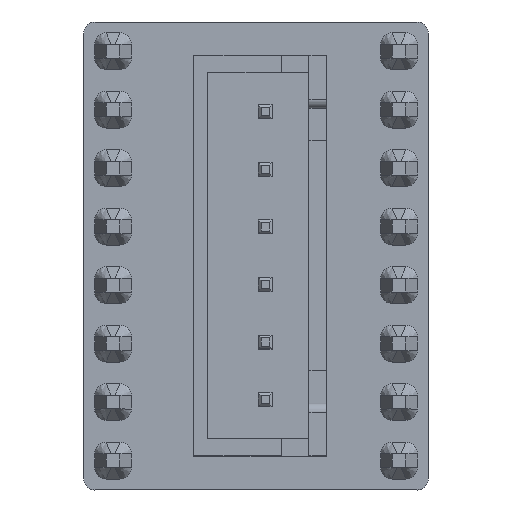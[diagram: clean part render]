
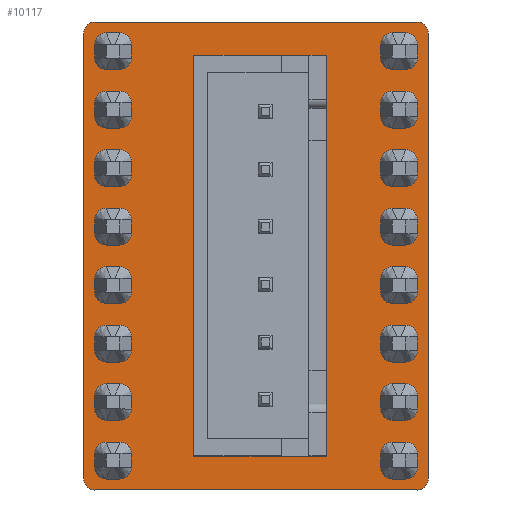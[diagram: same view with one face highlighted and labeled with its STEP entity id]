
A CAD part, top view. The second image highlights one B-rep face of the part: STEP entity #10117.
In plain terms, the highlighted planar face has unit normal (0, 0, 1).
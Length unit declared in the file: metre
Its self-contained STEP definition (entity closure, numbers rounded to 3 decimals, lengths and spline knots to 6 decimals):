
#610=CIRCLE('',#12421,0.0005);
#611=CIRCLE('',#12424,0.0005);
#612=CIRCLE('',#12427,0.0005);
#613=CIRCLE('',#12430,0.0005);
#1758=ORIENTED_EDGE('',*,*,#4063,.T.);
#1759=ORIENTED_EDGE('',*,*,#4061,.T.);
#1760=ORIENTED_EDGE('',*,*,#4059,.T.);
#1761=ORIENTED_EDGE('',*,*,#4057,.T.);
#1762=ORIENTED_EDGE('',*,*,#4055,.T.);
#1763=ORIENTED_EDGE('',*,*,#4053,.T.);
#1764=ORIENTED_EDGE('',*,*,#4051,.T.);
#1765=ORIENTED_EDGE('',*,*,#4049,.T.);
#4049=EDGE_CURVE('',#5283,#5282,#610,.T.);
#4051=EDGE_CURVE('',#5284,#5283,#6262,.T.);
#4053=EDGE_CURVE('',#5285,#5284,#611,.T.);
#4055=EDGE_CURVE('',#5286,#5285,#6265,.T.);
#4057=EDGE_CURVE('',#5287,#5286,#612,.T.);
#4059=EDGE_CURVE('',#5288,#5287,#6268,.T.);
#4061=EDGE_CURVE('',#5289,#5288,#613,.T.);
#4063=EDGE_CURVE('',#5282,#5289,#6271,.T.);
#5282=VERTEX_POINT('',#16971);
#5283=VERTEX_POINT('',#16973);
#5284=VERTEX_POINT('',#16977);
#5285=VERTEX_POINT('',#16981);
#5286=VERTEX_POINT('',#16985);
#5287=VERTEX_POINT('',#16989);
#5288=VERTEX_POINT('',#16993);
#5289=VERTEX_POINT('',#16997);
#6262=LINE('',#16976,#7462);
#6265=LINE('',#16984,#7465);
#6268=LINE('',#16992,#7468);
#6271=LINE('',#17000,#7471);
#7462=VECTOR('',#13854,1.);
#7465=VECTOR('',#13863,1.);
#7468=VECTOR('',#13872,1.);
#7471=VECTOR('',#13881,1.);
#8475=EDGE_LOOP('',(#1758,#1759,#1760,#1761,#1762,#1763,#1764,#1765));
#9079=FACE_BOUND('',#8475,.T.);
#9607=PLANE('',#12432);
#10117=ADVANCED_FACE('',(#9079),#9607,.T.);
#12421=AXIS2_PLACEMENT_3D('',#16972,#13849,#13850);
#12424=AXIS2_PLACEMENT_3D('',#16980,#13858,#13859);
#12427=AXIS2_PLACEMENT_3D('',#16988,#13867,#13868);
#12430=AXIS2_PLACEMENT_3D('',#16996,#13876,#13877);
#12432=AXIS2_PLACEMENT_3D('',#17001,#13882,#13883);
#13849=DIRECTION('',(0.,0.,1.));
#13850=DIRECTION('',(1.,0.,0.));
#13854=DIRECTION('',(0.,-1.,0.));
#13858=DIRECTION('',(0.,0.,1.));
#13859=DIRECTION('',(1.,0.,0.));
#13863=DIRECTION('',(-1.,0.,0.));
#13867=DIRECTION('',(0.,0.,1.));
#13868=DIRECTION('',(1.,0.,0.));
#13872=DIRECTION('',(0.,1.,0.));
#13876=DIRECTION('',(0.,0.,1.));
#13877=DIRECTION('',(1.,0.,0.));
#13881=DIRECTION('',(1.,0.,0.));
#13882=DIRECTION('',(0.,0.,1.));
#13883=DIRECTION('',(1.,0.,0.));
#16971=CARTESIAN_POINT('',(-0.00698,-0.01016,0.0041));
#16972=CARTESIAN_POINT('',(-0.00698,-0.00966,0.0041));
#16973=CARTESIAN_POINT('',(-0.00748,-0.00966,0.0041));
#16976=CARTESIAN_POINT('',(-0.00748,-0.003993,0.0041));
#16977=CARTESIAN_POINT('',(-0.00748,0.00966,0.0041));
#16980=CARTESIAN_POINT('',(-0.00698,0.00966,0.0041));
#16981=CARTESIAN_POINT('',(-0.00698,0.01016,0.0041));
#16984=CARTESIAN_POINT('',(0.00142,0.01016,0.0041));
#16985=CARTESIAN_POINT('',(0.00698,0.01016,0.0041));
#16988=CARTESIAN_POINT('',(0.00698,0.00966,0.0041));
#16989=CARTESIAN_POINT('',(0.00748,0.00966,0.0041));
#16992=CARTESIAN_POINT('',(0.00748,-0.003993,0.0041));
#16993=CARTESIAN_POINT('',(0.00748,-0.00966,0.0041));
#16996=CARTESIAN_POINT('',(0.00698,-0.00966,0.0041));
#16997=CARTESIAN_POINT('',(0.00698,-0.01016,0.0041));
#17000=CARTESIAN_POINT('',(0.00142,-0.01016,0.0041));
#17001=CARTESIAN_POINT('',(0.00142,-0.003993,0.0041));
